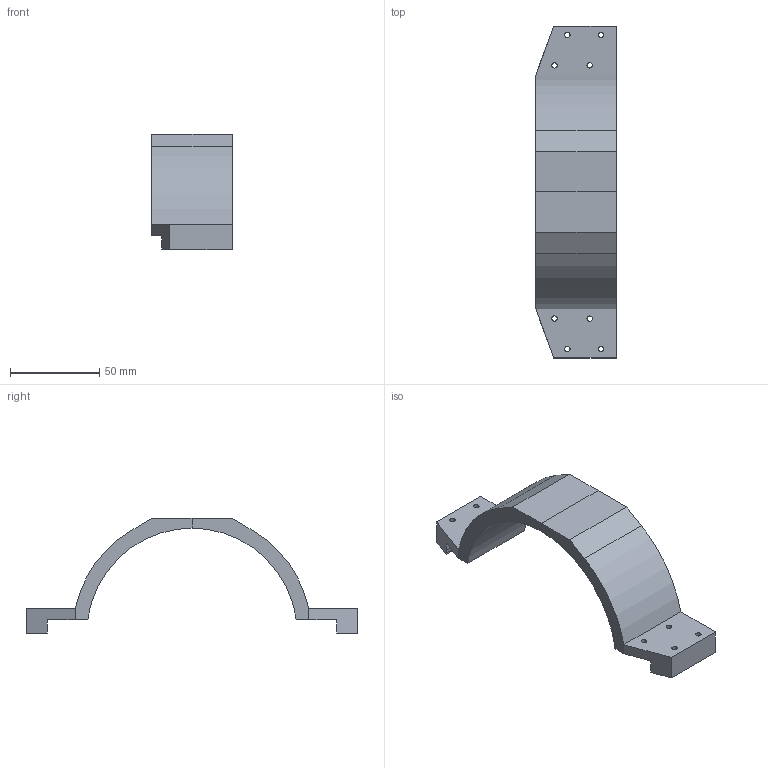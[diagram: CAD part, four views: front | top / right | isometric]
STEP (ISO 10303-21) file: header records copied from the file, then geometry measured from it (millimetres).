
FILE_DESCRIPTION(/* description */ (''),/* implementation_level */ '2;1');
FILE_NAME(/* name */ 'CLAMPA~1',/* time_stamp */ '2017-11-18T16:18:14+01:00',/* author */ (''),/* organization */ (''),/* preprocessor_version */ 'ST-DEVELOPER v15',/* originating_system */ '',/* authorisation */ '');
FILE_SCHEMA (('AUTOMOTIVE_DESIGN'));
Length unit declared in the file: millimetre
Products named in the file (1): Document
Bounding box: 45 x 185.59 x 64.41 mm (x, y, z)
Volume: 83160.5 mm3; surface area: 26986.9 mm2
Topology: 1 solids, 1 shells, 44 faces, 120 edges, 78 vertices
Faces by surface type: bspline 34, plane 10
Entity records: 1427 total; most frequent: CARTESIAN_POINT 730, ORIENTED_EDGE 240, EDGE_CURVE 120, VERTEX_POINT 78, EDGE_LOOP 60, ADVANCED_FACE 44, FACE_OUTER_BOUND 44, B_SPLINE_CURVE_WITH_KNOTS 31
